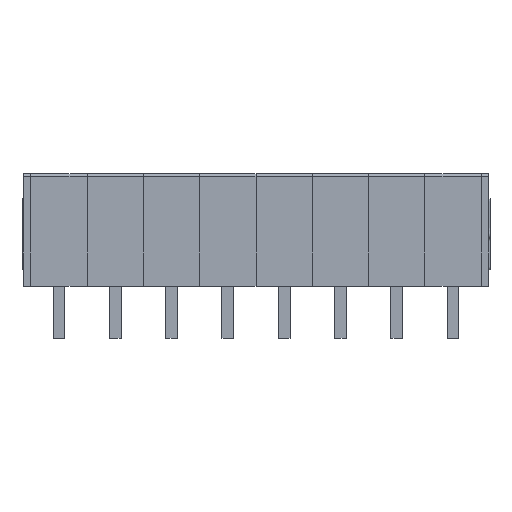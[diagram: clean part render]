
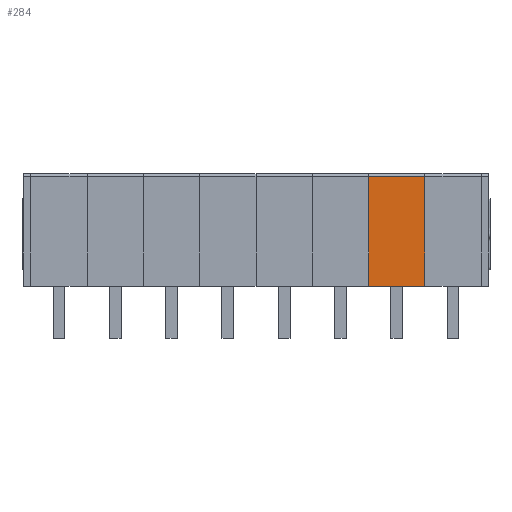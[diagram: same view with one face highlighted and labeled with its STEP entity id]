
A CAD part, front view. The second image highlights one B-rep face of the part: STEP entity #284.
In plain terms, the highlighted planar face has unit normal (0, -1, 0).
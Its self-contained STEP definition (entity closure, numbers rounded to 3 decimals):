
#284=ADVANCED_FACE('',(#1213),#1214,.T.);
#1213=FACE_OUTER_BOUND('',#2822,.T.);
#1214=PLANE('',#2823);
#2822=EDGE_LOOP('',(#5282,#5283,#5284,#5285));
#2823=AXIS2_PLACEMENT_3D('',#5286,#5287,#5288);
#5282=ORIENTED_EDGE('',*,*,#10949,.T.);
#5283=ORIENTED_EDGE('',*,*,#11088,.T.);
#5284=ORIENTED_EDGE('',*,*,#11089,.F.);
#5285=ORIENTED_EDGE('',*,*,#10963,.F.);
#5286=CARTESIAN_POINT('',(-6.21,-4.6,-3.7));
#5287=DIRECTION('',(0.0,-1.0,0.0));
#5288=DIRECTION('',(0.0,0.0,-1.0));
#10949=EDGE_CURVE('',#13216,#13214,#13217,.T.);
#10963=EDGE_CURVE('',#13216,#13239,#13240,.T.);
#11088=EDGE_CURVE('',#13214,#13440,#13442,.T.);
#11089=EDGE_CURVE('',#13239,#13440,#13443,.T.);
#13214=VERTEX_POINT('',#16900);
#13216=VERTEX_POINT('',#16903);
#13217=LINE('',#16904,#16905);
#13239=VERTEX_POINT('',#16940);
#13240=LINE('',#16941,#16942);
#13440=VERTEX_POINT('',#17255);
#13442=LINE('',#17258,#17259);
#13443=LINE('',#17260,#17261);
#16900=CARTESIAN_POINT('',(13.325,-4.6,-3.7));
#16903=CARTESIAN_POINT('',(9.515,-4.6,-3.7));
#16904=CARTESIAN_POINT('',(9.515,-4.6,-3.7));
#16905=VECTOR('',#22099,3.81);
#16940=CARTESIAN_POINT('',(9.515,-4.6,3.7));
#16941=CARTESIAN_POINT('',(9.515,-4.6,-3.7));
#16942=VECTOR('',#22113,7.4);
#17255=CARTESIAN_POINT('',(13.325,-4.6,3.7));
#17258=CARTESIAN_POINT('',(13.325,-4.6,-3.7));
#17259=VECTOR('',#22276,7.4);
#17260=CARTESIAN_POINT('',(9.515,-4.6,3.7));
#17261=VECTOR('',#22277,3.81);
#22099=DIRECTION('',(1.0,0.0,0.0));
#22113=DIRECTION('',(0.0,0.0,1.0));
#22276=DIRECTION('',(0.0,0.0,1.0));
#22277=DIRECTION('',(1.0,0.0,0.0));
